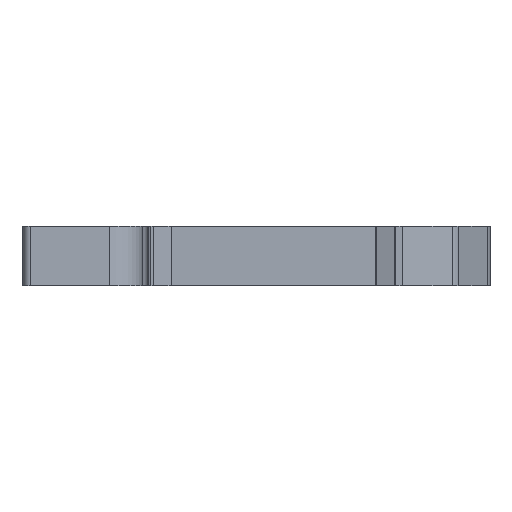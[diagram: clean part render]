
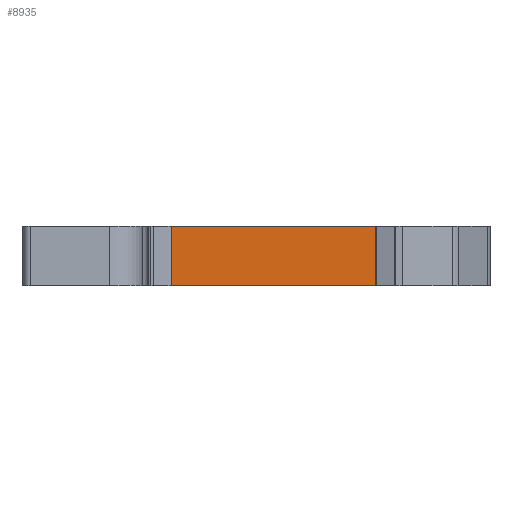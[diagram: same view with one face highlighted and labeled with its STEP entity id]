
A CAD part, front view. The second image highlights one B-rep face of the part: STEP entity #8935.
In plain terms, the highlighted planar face has unit normal (0, -1, 0).
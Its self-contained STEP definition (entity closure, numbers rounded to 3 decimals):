
#568 = VECTOR ( 'NONE', #7206, 1000. ) ;
#759 = LINE ( 'NONE', #10094, #8096 ) ;
#777 = CARTESIAN_POINT ( 'NONE',  ( -10.843, 0., 0. ) ) ;
#1518 = DIRECTION ( 'NONE',  ( 0., 0., 1. ) ) ;
#1531 = DIRECTION ( 'NONE',  ( 0., 1., 0. ) ) ;
#1572 = CARTESIAN_POINT ( 'NONE',  ( -6.112, 0., 8. ) ) ;
#1601 = VECTOR ( 'NONE', #9470, 1000. ) ;
#1703 = EDGE_CURVE ( 'NONE', #7683, #4800, #759, .T. ) ;
#1775 = EDGE_CURVE ( 'NONE', #2395, #7683, #1925, .T. ) ;
#1925 = LINE ( 'NONE', #9460, #1601 ) ;
#1962 = EDGE_CURVE ( 'NONE', #10415, #2395, #5894, .T. ) ;
#2395 = VERTEX_POINT ( 'NONE', #4221 ) ;
#2559 = PLANE ( 'NONE',  #9016 ) ;
#3975 = CARTESIAN_POINT ( 'NONE',  ( 17.413, 0., 0. ) ) ;
#4179 = VECTOR ( 'NONE', #6641, 1000. ) ;
#4221 = CARTESIAN_POINT ( 'NONE',  ( -10.843, 0., 8. ) ) ;
#4327 = EDGE_CURVE ( 'NONE', #10415, #4800, #8876, .T. ) ;
#4800 = VERTEX_POINT ( 'NONE', #3975 ) ;
#5894 = LINE ( 'NONE', #7224, #568 ) ;
#6185 = CARTESIAN_POINT ( 'NONE',  ( 17.413, 0., 8. ) ) ;
#6641 = DIRECTION ( 'NONE',  ( 1., 0., 0. ) ) ;
#6803 = CARTESIAN_POINT ( 'NONE',  ( -6.112, 0., 0. ) ) ;
#7206 = DIRECTION ( 'NONE',  ( 0., 0., 1. ) ) ;
#7224 = CARTESIAN_POINT ( 'NONE',  ( -10.843, 0., -3.15 ) ) ;
#7683 = VERTEX_POINT ( 'NONE', #6185 ) ;
#7976 = ORIENTED_EDGE ( 'NONE', *, *, #1703, .F. ) ;
#8096 = VECTOR ( 'NONE', #10043, 1000. ) ;
#8876 = LINE ( 'NONE', #6803, #4179 ) ;
#8888 = ORIENTED_EDGE ( 'NONE', *, *, #1962, .F. ) ;
#8935 = ADVANCED_FACE ( 'NONE', ( #11350 ), #2559, .F. ) ;
#9016 = AXIS2_PLACEMENT_3D ( 'NONE', #1572, #1531, #1518 ) ;
#9425 = ORIENTED_EDGE ( 'NONE', *, *, #1775, .F. ) ;
#9460 = CARTESIAN_POINT ( 'NONE',  ( -6.112, 0., 8. ) ) ;
#9469 = ORIENTED_EDGE ( 'NONE', *, *, #4327, .T. ) ;
#9470 = DIRECTION ( 'NONE',  ( 1., 0., 0. ) ) ;
#10043 = DIRECTION ( 'NONE',  ( 0., 0., -1. ) ) ;
#10094 = CARTESIAN_POINT ( 'NONE',  ( 17.413, 0., 8. ) ) ;
#10415 = VERTEX_POINT ( 'NONE', #777 ) ;
#11137 = EDGE_LOOP ( 'NONE', ( #9425, #8888, #9469, #7976 ) ) ;
#11350 = FACE_OUTER_BOUND ( 'NONE', #11137, .T. ) ;
